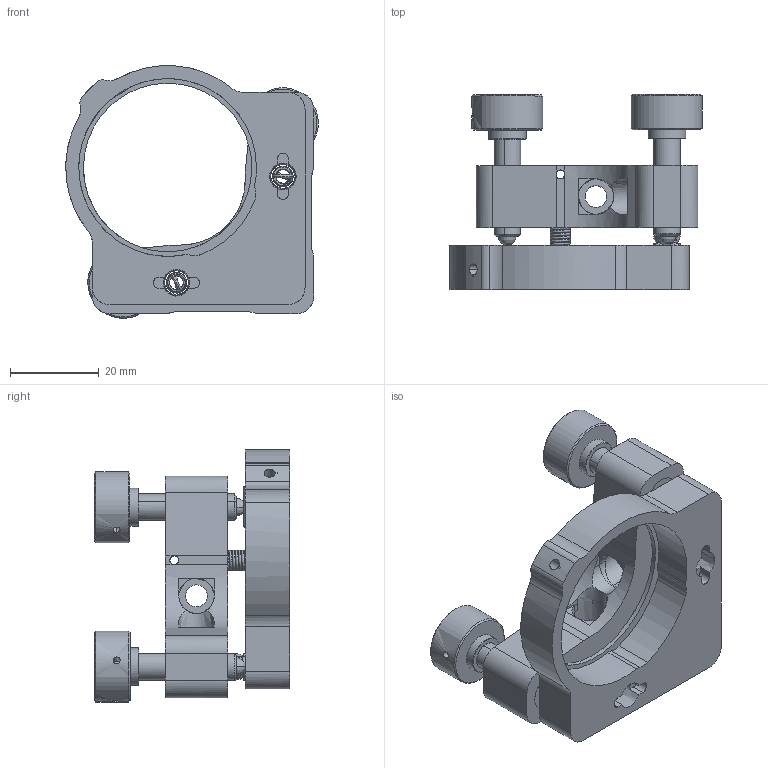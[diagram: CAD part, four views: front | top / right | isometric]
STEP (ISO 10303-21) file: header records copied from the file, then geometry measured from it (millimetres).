
FILE_DESCRIPTION(/* description */ (''),/* implementation_level */ '2;1');
FILE_NAME(/* name */ 'MMM-B4~1',/* time_stamp */ '2021-08-20T18:52:29+03:00',/* author */ (''),/* organization */ (''),/* preprocessor_version */ 'ST-DEVELOPER v15',/* originating_system */ '',/* authorisation */ '');
FILE_SCHEMA (('AUTOMOTIVE_DESIGN'));
Length unit declared in the file: millimetre
Products named in the file (8): Document; МММ-А40-к; МММ-А40-к_Subst
itute_1; Block 01; Block 02; Block 03; Block 04
Assembly tree (7 placements, depth 5):
  Document
    Document
      МММ-А40-к
        МММ-А40-к_Subst
itute_1
          Block 01
          Block 02
          Block 03
          Block 04
Bounding box: 56.96 x 44.02 x 56.95 mm (x, y, z)
Volume: 30450.9 mm3; surface area: 20582.7 mm2
Topology: 23 solids, 39 shells, 777 faces, 2220 edges, 1437 vertices
Faces by surface type: bspline 777
Entity records: 106224 total; most frequent: CARTESIAN_POINT 78818, B_SPLINE_CURVE_WITH_KNOTS 5266, ORIENTED_EDGE 4247, PCURVE 4247, DEFINITIONAL_REPRESENTATION 4247, SURFACE_CURVE 2184, EDGE_CURVE 2184, VERTEX_POINT 1431
